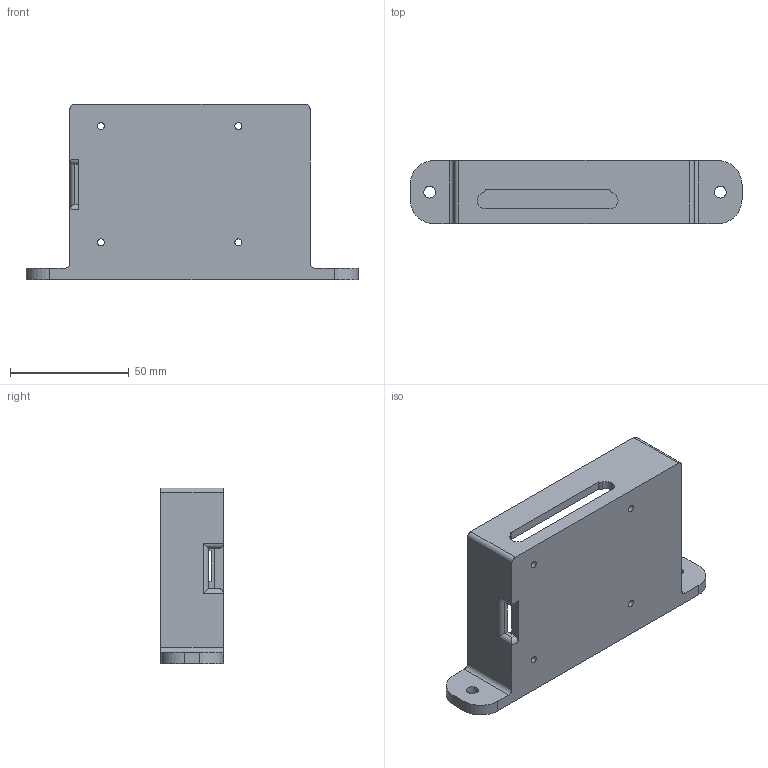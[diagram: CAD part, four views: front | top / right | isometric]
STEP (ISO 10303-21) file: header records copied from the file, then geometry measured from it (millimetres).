
FILE_DESCRIPTION(/* description */ ('STEP AP214'),/* implementation_level */ '2;1');
FILE_NAME(/* name */ 'Raspberry_Pi_4_Case.stp',/* time_stamp */ '2025-04-27T18:16:42-05:00',/* author */ ('Andrew'),/* organization */ (''),/* preprocessor_version */ 'ST-DEVELOPER v20',/* originating_system */ 'Autodesk Inventor 2025',/* authorisation */ '');
FILE_SCHEMA (('AUTOMOTIVE_DESIGN { 1 0 10303 214 3 1 1 }'));
Length unit declared in the file: millimetre
Products named in the file (1): Raspberry_Pi_4_Case
Bounding box: 140 x 26.5 x 74.13 mm (x, y, z)
Volume: 68346.8 mm3; surface area: 31870.2 mm2
Topology: 1 solids, 1 shells, 84 faces, 243 edges, 160 vertices
Faces by surface type: plane 48, cylinder 36
Full cylindrical faces by diameter (mm): 3 x4, 5 x2
Entity records: 2947 total; most frequent: CARTESIAN_POINT 488, ORIENTED_EDGE 486, DIRECTION 481, EDGE_CURVE 243, LINE 175, VECTOR 175, VERTEX_POINT 160, AXIS2_PLACEMENT_3D 153
